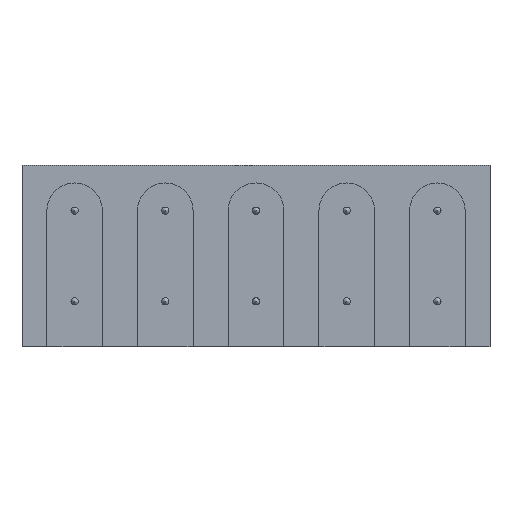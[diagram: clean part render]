
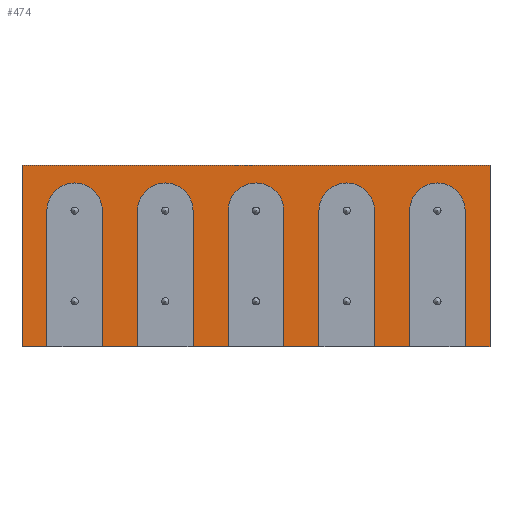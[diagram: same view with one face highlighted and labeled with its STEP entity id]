
A CAD part, front view. The second image highlights one B-rep face of the part: STEP entity #474.
In plain terms, the highlighted planar face has unit normal (0, -1, 0).
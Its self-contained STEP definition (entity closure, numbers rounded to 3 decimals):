
#270=CARTESIAN_POINT('',(425.4,115.,23.44));
#271=DIRECTION('',(0.,-1.,0.));
#272=DIRECTION('',(-0.,0.,1.));
#273=AXIS2_PLACEMENT_3D('',#270,#271,#272);
#274=PLANE('',#273);
#275=CARTESIAN_POINT('',(433.05,115.,35.94));
#276=VERTEX_POINT('',#275);
#277=CARTESIAN_POINT('',(417.75,115.,35.94));
#278=VERTEX_POINT('',#277);
#279=CARTESIAN_POINT('',(425.4,115.,35.94));
#280=DIRECTION('',(0.,-1.,0.));
#281=DIRECTION('',(-1.,-0.,-0.));
#282=AXIS2_PLACEMENT_3D('',#279,#280,#281);
#283=CIRCLE('',#282,7.65);
#284=EDGE_CURVE('',#276,#278,#283,.T.);
#285=ORIENTED_EDGE('',*,*,#284,.F.);
#286=CARTESIAN_POINT('',(433.05,115.,-1.56));
#287=VERTEX_POINT('',#286);
#288=CARTESIAN_POINT('',(433.05,115.,35.94));
#289=DIRECTION('',(0.,0.,-1.));
#290=VECTOR('',#289,37.5);
#291=LINE('',#288,#290);
#292=EDGE_CURVE('',#276,#287,#291,.T.);
#293=ORIENTED_EDGE('',*,*,#292,.T.);
#294=CARTESIAN_POINT('',(442.75,115.,-1.56));
#295=VERTEX_POINT('',#294);
#296=CARTESIAN_POINT('',(433.05,115.,-1.56));
#297=DIRECTION('',(1.,0.,0.));
#298=VECTOR('',#297,9.7);
#299=LINE('',#296,#298);
#300=EDGE_CURVE('',#287,#295,#299,.T.);
#301=ORIENTED_EDGE('',*,*,#300,.T.);
#302=CARTESIAN_POINT('',(442.75,115.,35.94));
#303=VERTEX_POINT('',#302);
#304=CARTESIAN_POINT('',(442.75,115.,35.94));
#305=DIRECTION('',(0.,0.,-1.));
#306=VECTOR('',#305,37.5);
#307=LINE('',#304,#306);
#308=EDGE_CURVE('',#303,#295,#307,.T.);
#309=ORIENTED_EDGE('',*,*,#308,.F.);
#310=CARTESIAN_POINT('',(458.05,115.,35.94));
#311=VERTEX_POINT('',#310);
#312=CARTESIAN_POINT('',(450.4,115.,35.94));
#313=DIRECTION('',(0.,-1.,0.));
#314=DIRECTION('',(-1.,-0.,-0.));
#315=AXIS2_PLACEMENT_3D('',#312,#313,#314);
#316=CIRCLE('',#315,7.65);
#317=EDGE_CURVE('',#311,#303,#316,.T.);
#318=ORIENTED_EDGE('',*,*,#317,.F.);
#319=CARTESIAN_POINT('',(458.05,115.,-1.56));
#320=VERTEX_POINT('',#319);
#321=CARTESIAN_POINT('',(458.05,115.,35.94));
#322=DIRECTION('',(0.,0.,-1.));
#323=VECTOR('',#322,37.5);
#324=LINE('',#321,#323);
#325=EDGE_CURVE('',#311,#320,#324,.T.);
#326=ORIENTED_EDGE('',*,*,#325,.T.);
#327=CARTESIAN_POINT('',(467.75,115.,-1.56));
#328=VERTEX_POINT('',#327);
#329=CARTESIAN_POINT('',(458.05,115.,-1.56));
#330=DIRECTION('',(1.,0.,0.));
#331=VECTOR('',#330,9.7);
#332=LINE('',#329,#331);
#333=EDGE_CURVE('',#320,#328,#332,.T.);
#334=ORIENTED_EDGE('',*,*,#333,.T.);
#335=CARTESIAN_POINT('',(467.75,115.,35.94));
#336=VERTEX_POINT('',#335);
#337=CARTESIAN_POINT('',(467.75,115.,35.94));
#338=DIRECTION('',(0.,0.,-1.));
#339=VECTOR('',#338,37.5);
#340=LINE('',#337,#339);
#341=EDGE_CURVE('',#336,#328,#340,.T.);
#342=ORIENTED_EDGE('',*,*,#341,.F.);
#343=CARTESIAN_POINT('',(483.05,115.,35.94));
#344=VERTEX_POINT('',#343);
#345=CARTESIAN_POINT('',(475.4,115.,35.94));
#346=DIRECTION('',(0.,-1.,0.));
#347=DIRECTION('',(-1.,-0.,-0.));
#348=AXIS2_PLACEMENT_3D('',#345,#346,#347);
#349=CIRCLE('',#348,7.65);
#350=EDGE_CURVE('',#344,#336,#349,.T.);
#351=ORIENTED_EDGE('',*,*,#350,.F.);
#352=CARTESIAN_POINT('',(483.05,115.,-1.56));
#353=VERTEX_POINT('',#352);
#354=CARTESIAN_POINT('',(483.05,115.,35.94));
#355=DIRECTION('',(0.,0.,-1.));
#356=VECTOR('',#355,37.5);
#357=LINE('',#354,#356);
#358=EDGE_CURVE('',#344,#353,#357,.T.);
#359=ORIENTED_EDGE('',*,*,#358,.T.);
#360=CARTESIAN_POINT('',(492.75,115.,-1.56));
#361=VERTEX_POINT('',#360);
#362=CARTESIAN_POINT('',(483.05,115.,-1.56));
#363=DIRECTION('',(1.,0.,0.));
#364=VECTOR('',#363,9.7);
#365=LINE('',#362,#364);
#366=EDGE_CURVE('',#353,#361,#365,.T.);
#367=ORIENTED_EDGE('',*,*,#366,.T.);
#368=CARTESIAN_POINT('',(492.75,115.,35.94));
#369=VERTEX_POINT('',#368);
#370=CARTESIAN_POINT('',(492.75,115.,35.94));
#371=DIRECTION('',(0.,0.,-1.));
#372=VECTOR('',#371,37.5);
#373=LINE('',#370,#372);
#374=EDGE_CURVE('',#369,#361,#373,.T.);
#375=ORIENTED_EDGE('',*,*,#374,.F.);
#376=CARTESIAN_POINT('',(508.05,115.,35.94));
#377=VERTEX_POINT('',#376);
#378=CARTESIAN_POINT('',(500.4,115.,35.94));
#379=DIRECTION('',(0.,-1.,0.));
#380=DIRECTION('',(-1.,-0.,-0.));
#381=AXIS2_PLACEMENT_3D('',#378,#379,#380);
#382=CIRCLE('',#381,7.65);
#383=EDGE_CURVE('',#377,#369,#382,.T.);
#384=ORIENTED_EDGE('',*,*,#383,.F.);
#385=CARTESIAN_POINT('',(508.05,115.,-1.56));
#386=VERTEX_POINT('',#385);
#387=CARTESIAN_POINT('',(508.05,115.,35.94));
#388=DIRECTION('',(0.,0.,-1.));
#389=VECTOR('',#388,37.5);
#390=LINE('',#387,#389);
#391=EDGE_CURVE('',#377,#386,#390,.T.);
#392=ORIENTED_EDGE('',*,*,#391,.T.);
#393=CARTESIAN_POINT('',(514.9,115.,-1.56));
#394=VERTEX_POINT('',#393);
#395=CARTESIAN_POINT('',(508.05,115.,-1.56));
#396=DIRECTION('',(1.,0.,0.));
#397=VECTOR('',#396,6.85);
#398=LINE('',#395,#397);
#399=EDGE_CURVE('',#386,#394,#398,.T.);
#400=ORIENTED_EDGE('',*,*,#399,.T.);
#401=CARTESIAN_POINT('',(514.9,115.,48.44));
#402=VERTEX_POINT('',#401);
#403=CARTESIAN_POINT('',(514.9,115.,-1.56));
#404=DIRECTION('',(-0.,0.,1.));
#405=VECTOR('',#404,50.);
#406=LINE('',#403,#405);
#407=EDGE_CURVE('',#394,#402,#406,.T.);
#408=ORIENTED_EDGE('',*,*,#407,.T.);
#409=CARTESIAN_POINT('',(385.9,115.,48.44));
#410=VERTEX_POINT('',#409);
#411=CARTESIAN_POINT('',(385.9,115.,48.44));
#412=DIRECTION('',(1.,0.,0.));
#413=VECTOR('',#412,129.);
#414=LINE('',#411,#413);
#415=EDGE_CURVE('',#410,#402,#414,.T.);
#416=ORIENTED_EDGE('',*,*,#415,.F.);
#417=CARTESIAN_POINT('',(385.9,115.,-1.56));
#418=VERTEX_POINT('',#417);
#419=CARTESIAN_POINT('',(385.9,115.,-1.56));
#420=DIRECTION('',(-0.,0.,1.));
#421=VECTOR('',#420,50.);
#422=LINE('',#419,#421);
#423=EDGE_CURVE('',#418,#410,#422,.T.);
#424=ORIENTED_EDGE('',*,*,#423,.F.);
#425=CARTESIAN_POINT('',(392.75,115.,-1.56));
#426=VERTEX_POINT('',#425);
#427=CARTESIAN_POINT('',(385.9,115.,-1.56));
#428=DIRECTION('',(1.,0.,0.));
#429=VECTOR('',#428,6.85);
#430=LINE('',#427,#429);
#431=EDGE_CURVE('',#418,#426,#430,.T.);
#432=ORIENTED_EDGE('',*,*,#431,.T.);
#433=CARTESIAN_POINT('',(392.75,115.,35.94));
#434=VERTEX_POINT('',#433);
#435=CARTESIAN_POINT('',(392.75,115.,35.94));
#436=DIRECTION('',(0.,0.,-1.));
#437=VECTOR('',#436,37.5);
#438=LINE('',#435,#437);
#439=EDGE_CURVE('',#434,#426,#438,.T.);
#440=ORIENTED_EDGE('',*,*,#439,.F.);
#441=CARTESIAN_POINT('',(408.05,115.,35.94));
#442=VERTEX_POINT('',#441);
#443=CARTESIAN_POINT('',(400.4,115.,35.94));
#444=DIRECTION('',(0.,-1.,0.));
#445=DIRECTION('',(-1.,-0.,-0.));
#446=AXIS2_PLACEMENT_3D('',#443,#444,#445);
#447=CIRCLE('',#446,7.65);
#448=EDGE_CURVE('',#442,#434,#447,.T.);
#449=ORIENTED_EDGE('',*,*,#448,.F.);
#450=CARTESIAN_POINT('',(408.05,115.,-1.56));
#451=VERTEX_POINT('',#450);
#452=CARTESIAN_POINT('',(408.05,115.,35.94));
#453=DIRECTION('',(0.,0.,-1.));
#454=VECTOR('',#453,37.5);
#455=LINE('',#452,#454);
#456=EDGE_CURVE('',#442,#451,#455,.T.);
#457=ORIENTED_EDGE('',*,*,#456,.T.);
#458=CARTESIAN_POINT('',(417.75,115.,-1.56));
#459=VERTEX_POINT('',#458);
#460=CARTESIAN_POINT('',(408.05,115.,-1.56));
#461=DIRECTION('',(1.,0.,0.));
#462=VECTOR('',#461,9.7);
#463=LINE('',#460,#462);
#464=EDGE_CURVE('',#451,#459,#463,.T.);
#465=ORIENTED_EDGE('',*,*,#464,.T.);
#466=CARTESIAN_POINT('',(417.75,115.,35.94));
#467=DIRECTION('',(0.,0.,-1.));
#468=VECTOR('',#467,37.5);
#469=LINE('',#466,#468);
#470=EDGE_CURVE('',#278,#459,#469,.T.);
#471=ORIENTED_EDGE('',*,*,#470,.F.);
#472=EDGE_LOOP('',(#285,#293,#301,#309,#318,#326,#334,#342,#351,#359,#367,#375,#384,#392,#400,#408,#416,#424,#432,#440,#449,#457,#465,#471));
#473=FACE_BOUND('',#472,.T.);
#474=ADVANCED_FACE('',(#473),#274,.T.);
